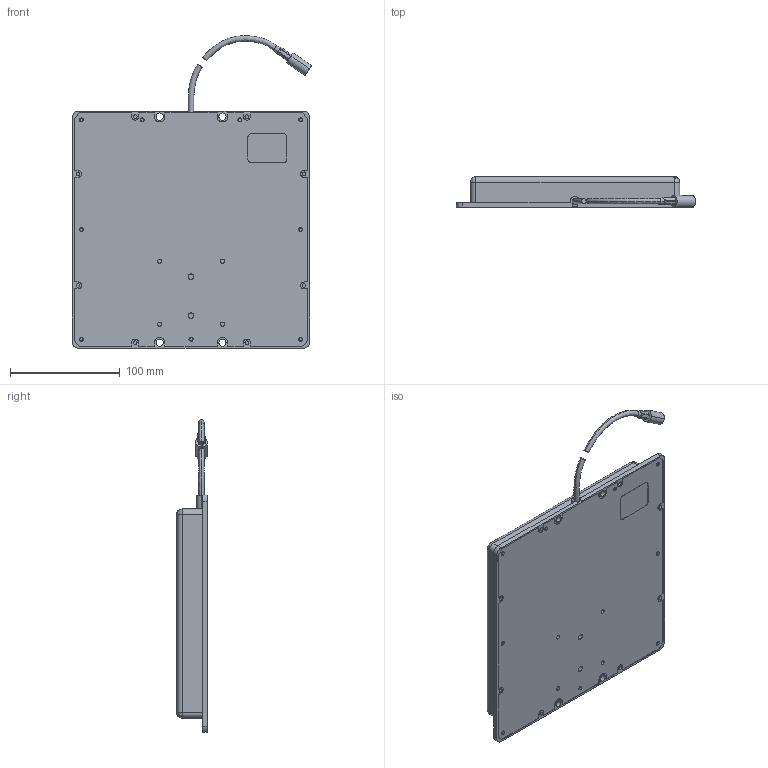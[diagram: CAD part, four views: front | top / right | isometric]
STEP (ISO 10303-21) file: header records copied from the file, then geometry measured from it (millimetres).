
FILE_DESCRIPTION (( 'STEP AP214' ), '1' );
FILE_NAME ('FM51FP1005_3D.step', '2022-12-30T17:49:43', ( '' ), ( '' ), 'SwSTEP 2.0', 'SolidWorks 2022', '' );
FILE_SCHEMA (( 'AUTOMOTIVE_DESIGN' ));
Length unit declared in the file: inch
Products named in the file (6): FM51FP1005_3D; XF117-1021100; 195_CABLE CUT; HEATSH-HEX_stepd_195White; CONNECTOR REP_Small; XF072-1001110
Assembly tree (5 placements, depth 2):
  FM51FP1005_3D
    XF117-1021100
    XF072-1001110
    195_CABLE CUT
    HEATSH-HEX_stepd_195White
    CONNECTOR REP_Small
Bounding box: 217.68 x 27.94 x 284.43 mm (x, y, z)
Volume: 244351.5 mm3; surface area: 232311.6 mm2
Topology: 6 solids, 6 shells, 486 faces, 1198 edges, 765 vertices
Faces by surface type: cylinder 209, plane 203, torus 28, cone 26, sphere 11, bspline 9
Entity records: 22049 total; most frequent: CARTESIAN_POINT 3663, DIRECTION 2617, ORIENTED_EDGE 2374, EDGE_CURVE 1187, AXIS2_PLACEMENT_3D 993, VERTEX_POINT 763, VECTOR 631, LINE 631
